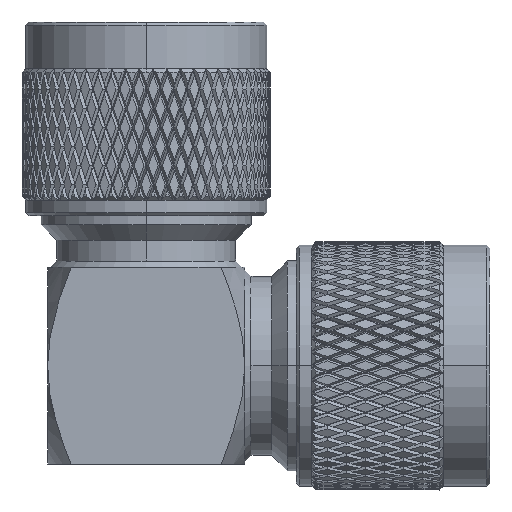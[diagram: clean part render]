
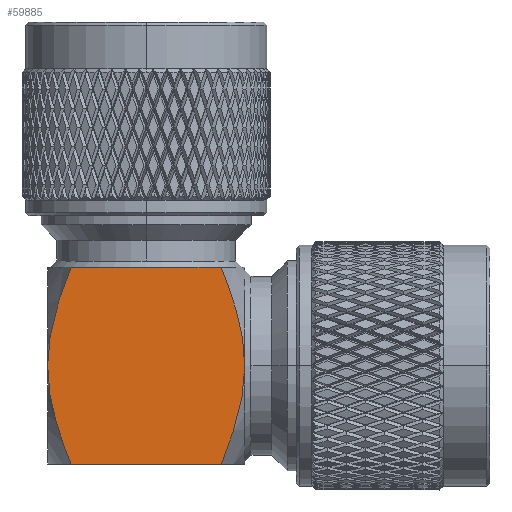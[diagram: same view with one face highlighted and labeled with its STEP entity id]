
A CAD part, front view. The second image highlights one B-rep face of the part: STEP entity #59885.
In plain terms, the highlighted planar face has unit normal (0, -1, 0).
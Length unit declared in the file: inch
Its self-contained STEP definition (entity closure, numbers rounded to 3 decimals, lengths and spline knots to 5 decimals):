
#331 = CARTESIAN_POINT ( 'NONE',  ( -0.3175, -0.3175, 0.3175 ) ) ;
#1229 = CARTESIAN_POINT ( 'NONE',  ( -0.2811, -0.3175, -0.215 ) ) ;
#3125 = B_SPLINE_CURVE_WITH_KNOTS ( 'NONE', 3,
 ( #50272, #118447, #63862, #77844, #38486, #37902, #158758, #171765, #157609, #91931 ),
 .UNSPECIFIED., .F., .F.,
 ( 4, 2, 2, 2, 4 ),
 ( 0.02928, 0.03032, 0.03135, 0.03341, 0.03754 ),
 .UNSPECIFIED. ) ;
#4051 = EDGE_CURVE ( 'NONE', #141225, #71061, #109524, .T. ) ;
#8373 = B_SPLINE_CURVE_WITH_KNOTS ( 'NONE', 3,
 ( #54862, #123526, #1229, #162153, #55451, #27722, #15954, #56036, #148728, #41278 ),
 .UNSPECIFIED., .F., .F.,
 ( 4, 2, 2, 2, 4 ),
 ( 0.00894, 0.01311, 0.01519, 0.01623, 0.01727 ),
 .UNSPECIFIED. ) ;
#14016 = CARTESIAN_POINT ( 'NONE',  ( -0.30895, -0.3175, 0.10882 ) ) ;
#15173 = CARTESIAN_POINT ( 'NONE',  ( 0.25193, -0.3175, 0.29212 ) ) ;
#15954 = CARTESIAN_POINT ( 'NONE',  ( -0.31494, -0.3175, -0.05492 ) ) ;
#24233 = EDGE_CURVE ( 'NONE', #71061, #112097, #67662, .T. ) ;
#25786 = CARTESIAN_POINT ( 'NONE',  ( -0.26179, -0.3175, 0.2665 ) ) ;
#27722 = CARTESIAN_POINT ( 'NONE',  ( -0.31343, -0.3175, -0.06855 ) ) ;
#28094 = CARTESIAN_POINT ( 'NONE',  ( 0.26179, -0.3175, 0.2665 ) ) ;
#28684 = CARTESIAN_POINT ( 'NONE',  ( 0.24157, -0.3175, 0.3175 ) ) ;
#34921 = EDGE_CURVE ( 'NONE', #112097, #157109, #3125, .T. ) ;
#37826 = AXIS2_PLACEMENT_3D ( 'NONE', #331, #66926, #146718 ) ;
#37902 = CARTESIAN_POINT ( 'NONE',  ( 0.30756, -0.3175, -0.10915 ) ) ;
#38486 = CARTESIAN_POINT ( 'NONE',  ( 0.31343, -0.3175, -0.06855 ) ) ;
#40489 = CARTESIAN_POINT ( 'NONE',  ( -0.3175, -0.3175, 0. ) ) ;
#41278 = CARTESIAN_POINT ( 'NONE',  ( -0.3175, -0.3175, 0. ) ) ;
#41663 = CARTESIAN_POINT ( 'NONE',  ( 0.30895, -0.3175, 0.10882 ) ) ;
#47629 = ORIENTED_EDGE ( 'NONE', *, *, #50122, .T. ) ;
#50035 = FACE_OUTER_BOUND ( 'NONE', #161952, .T. ) ;
#50122 = EDGE_CURVE ( 'NONE', #88870, #157109, #161665, .T. ) ;
#50272 = CARTESIAN_POINT ( 'NONE',  ( 0.3175, -0.3175, 0. ) ) ;
#50712 = EDGE_CURVE ( 'NONE', #154202, #141225, #88923, .T. ) ;
#52421 = VECTOR ( 'NONE', #138538, 39.37008 ) ;
#54646 = ORIENTED_EDGE ( 'NONE', *, *, #34921, .F. ) ;
#54862 = CARTESIAN_POINT ( 'NONE',  ( -0.24157, -0.3175, -0.3175 ) ) ;
#55451 = CARTESIAN_POINT ( 'NONE',  ( -0.30756, -0.3175, -0.10915 ) ) ;
#55681 = ORIENTED_EDGE ( 'NONE', *, *, #4051, .F. ) ;
#56036 = CARTESIAN_POINT ( 'NONE',  ( -0.31698, -0.3175, -0.02744 ) ) ;
#57006 = CARTESIAN_POINT ( 'NONE',  ( 0.27992, -0.3175, 0.21446 ) ) ;
#57741 = CARTESIAN_POINT ( 'NONE',  ( 0.24157, -0.3175, 0.3175 ) ) ;
#59885 = ADVANCED_FACE ( 'NONE', ( #50035 ), #106164, .F. ) ;
#63862 = CARTESIAN_POINT ( 'NONE',  ( 0.31698, -0.3175, -0.02744 ) ) ;
#64454 = ORIENTED_EDGE ( 'NONE', *, *, #24233, .F. ) ;
#66926 = DIRECTION ( 'NONE',  ( 0., 1., 0. ) ) ;
#67662 = B_SPLINE_CURVE_WITH_KNOTS ( 'NONE', 3,
 ( #28684, #15173, #28094, #57006, #124480, #41663, #162539, #123913 ),
 .UNSPECIFIED., .F., .F.,
 ( 4, 2, 2, 4 ),
 ( 0.02095, 0.02303, 0.02512, 0.02928 ),
 .UNSPECIFIED. ) ;
#70519 = CARTESIAN_POINT ( 'NONE',  ( -0.3175, -0.3175, -0.3175 ) ) ;
#71061 = VERTEX_POINT ( 'NONE', #57741 ) ;
#77844 = CARTESIAN_POINT ( 'NONE',  ( 0.31494, -0.3175, -0.05492 ) ) ;
#79875 = CARTESIAN_POINT ( 'NONE',  ( -0.25193, -0.3175, 0.29212 ) ) ;
#85607 = ORIENTED_EDGE ( 'NONE', *, *, #114448, .F. ) ;
#88870 = VERTEX_POINT ( 'NONE', #92497 ) ;
#88923 = B_SPLINE_CURVE_WITH_KNOTS ( 'NONE', 3,
 ( #40489, #172632, #14016, #92751, #120462, #25786, #79875, #146824 ),
 .UNSPECIFIED., .F., .F.,
 ( 4, 2, 2, 4 ),
 ( 0.01727, 0.02148, 0.02358, 0.02568 ),
 .UNSPECIFIED. ) ;
#90513 = CARTESIAN_POINT ( 'NONE',  ( 0.3175, -0.3175, 0. ) ) ;
#91931 = CARTESIAN_POINT ( 'NONE',  ( 0.24157, -0.3175, -0.3175 ) ) ;
#92497 = CARTESIAN_POINT ( 'NONE',  ( -0.24157, -0.3175, -0.3175 ) ) ;
#92751 = CARTESIAN_POINT ( 'NONE',  ( -0.28816, -0.3175, 0.18816 ) ) ;
#95816 = DIRECTION ( 'NONE',  ( 1., 0., 0. ) ) ;
#96835 = VECTOR ( 'NONE', #95816, 39.37008 ) ;
#106164 = PLANE ( 'NONE',  #37826 ) ;
#109524 = LINE ( 'NONE', #159820, #96835 ) ;
#112097 = VERTEX_POINT ( 'NONE', #90513 ) ;
#114448 = EDGE_CURVE ( 'NONE', #88870, #154202, #8373, .T. ) ;
#118247 = CARTESIAN_POINT ( 'NONE',  ( -0.3175, -0.3175, 0. ) ) ;
#118306 = CARTESIAN_POINT ( 'NONE',  ( 0.24157, -0.3175, -0.3175 ) ) ;
#118447 = CARTESIAN_POINT ( 'NONE',  ( 0.3175, -0.3175, -0.01365 ) ) ;
#120462 = CARTESIAN_POINT ( 'NONE',  ( -0.27992, -0.3175, 0.21446 ) ) ;
#123526 = CARTESIAN_POINT ( 'NONE',  ( -0.26226, -0.3175, -0.26681 ) ) ;
#123913 = CARTESIAN_POINT ( 'NONE',  ( 0.3175, -0.3175, 0. ) ) ;
#124480 = CARTESIAN_POINT ( 'NONE',  ( 0.28816, -0.3175, 0.18816 ) ) ;
#131475 = CARTESIAN_POINT ( 'NONE',  ( -0.24157, -0.3175, 0.3175 ) ) ;
#138538 = DIRECTION ( 'NONE',  ( 1., 0., 0. ) ) ;
#141225 = VERTEX_POINT ( 'NONE', #131475 ) ;
#146718 = DIRECTION ( 'NONE',  ( 0., 0., 1. ) ) ;
#146824 = CARTESIAN_POINT ( 'NONE',  ( -0.24157, -0.3175, 0.3175 ) ) ;
#148728 = CARTESIAN_POINT ( 'NONE',  ( -0.3175, -0.3175, -0.01365 ) ) ;
#153467 = ORIENTED_EDGE ( 'NONE', *, *, #50712, .F. ) ;
#154202 = VERTEX_POINT ( 'NONE', #118247 ) ;
#157109 = VERTEX_POINT ( 'NONE', #118306 ) ;
#157609 = CARTESIAN_POINT ( 'NONE',  ( 0.26226, -0.3175, -0.26681 ) ) ;
#158758 = CARTESIAN_POINT ( 'NONE',  ( 0.30189, -0.3175, -0.13582 ) ) ;
#159820 = CARTESIAN_POINT ( 'NONE',  ( -0.3175, -0.3175, 0.3175 ) ) ;
#161665 = LINE ( 'NONE', #70519, #52421 ) ;
#161952 = EDGE_LOOP ( 'NONE', ( #85607, #47629, #54646, #64454, #55681, #153467 ) ) ;
#162153 = CARTESIAN_POINT ( 'NONE',  ( -0.30189, -0.3175, -0.13582 ) ) ;
#162539 = CARTESIAN_POINT ( 'NONE',  ( 0.3175, -0.3175, 0.05509 ) ) ;
#171765 = CARTESIAN_POINT ( 'NONE',  ( 0.2811, -0.3175, -0.215 ) ) ;
#172632 = CARTESIAN_POINT ( 'NONE',  ( -0.3175, -0.3175, 0.05509 ) ) ;
